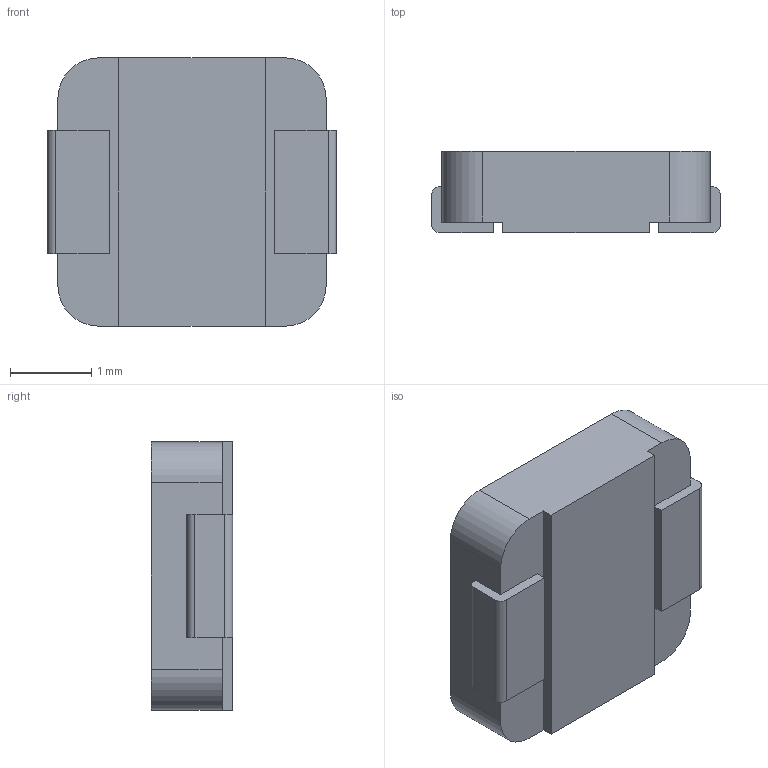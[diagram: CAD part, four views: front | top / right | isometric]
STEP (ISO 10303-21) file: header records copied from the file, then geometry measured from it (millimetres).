
FILE_DESCRIPTION (( 'STEP AP214' ), '1' );
FILE_NAME ('IHLP1212AZEV1R0M5A.STEP', '2024-03-13T10:11:10', ( '' ), ( '' ), 'SwSTEP 2.0', 'SolidWorks 2022', '' );
FILE_SCHEMA (( 'AUTOMOTIVE_DESIGN' ));
Length unit declared in the file: millimetre
Products named in the file (1): IHLP1212AZEV1R0M5A
Bounding box: 3.56 x 1 x 3.3 mm (x, y, z)
Volume: 10.5 mm3; surface area: 35.3 mm2
Topology: 1 solids, 1 shells, 30 faces, 84 edges, 56 vertices
Faces by surface type: plane 22, cylinder 8
Entity records: 1328 total; most frequent: CARTESIAN_POINT 171, ORIENTED_EDGE 168, DIRECTION 162, EDGE_CURVE 84, LINE 68, VECTOR 68, VERTEX_POINT 56, AXIS2_PLACEMENT_3D 47
